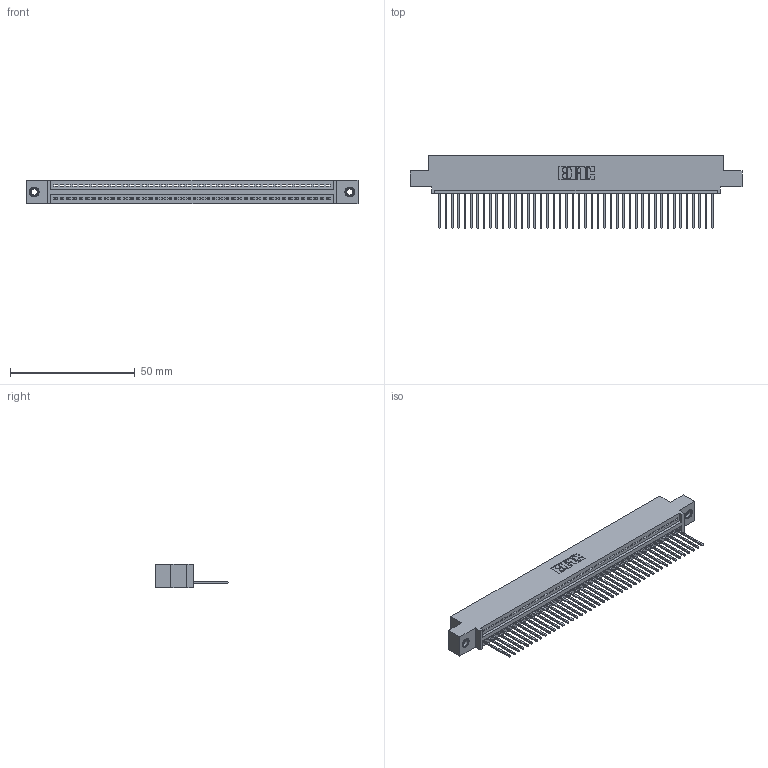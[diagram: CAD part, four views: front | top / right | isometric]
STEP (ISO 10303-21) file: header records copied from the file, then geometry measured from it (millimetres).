
FILE_DESCRIPTION (( 'STEP AP203' ), '1' );
FILE_NAME ('345-044-540-407.STEP', '2018-09-08T18:44:04', ( '' ), ( '' ), 'SwSTEP 2.0', 'SolidWorks 2016', '' );
FILE_SCHEMA (( 'CONFIG_CONTROL_DESIGN' ));
Length unit declared in the file: inch
Products named in the file (4): 345-044-540-407; 345 Part_0.110 Offset - 0.156 Dia-TI; 345-292-001_345-293-140; 345-250-001_345-250-005-103
Assembly tree (47 placements, depth 2):
  345-044-540-407
    345 Part_0.110 Offset - 0.156 Dia-TI
    345-292-001_345-293-140  x44
    345-250-001_345-250-005-103  x2
Bounding box: 132.97 x 29.13 x 9.4 mm (x, y, z)
Volume: 12618.6 mm3; surface area: 17339.3 mm2
Topology: 47 solids, 47 shells, 2742 faces, 8233 edges, 5422 vertices
Faces by surface type: plane 1876, cylinder 850, cone 12, torus 4
Entity records: 34182 total; most frequent: CARTESIAN_POINT 5903, ORIENTED_EDGE 5874, DIRECTION 5179, EDGE_CURVE 2937, VECTOR 2609, LINE 2609, VERTEX_POINT 1952, AXIS2_PLACEMENT_3D 1285
